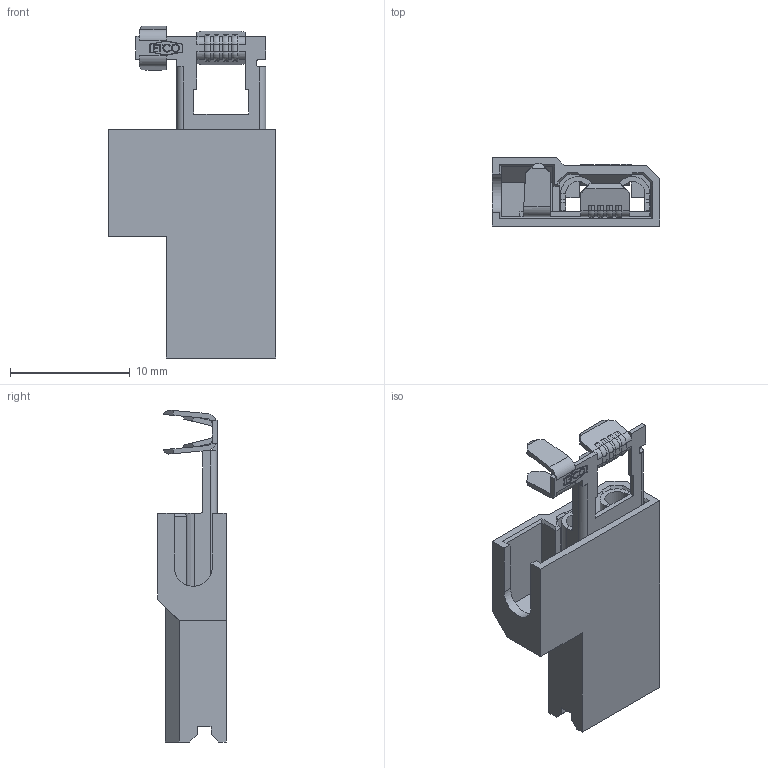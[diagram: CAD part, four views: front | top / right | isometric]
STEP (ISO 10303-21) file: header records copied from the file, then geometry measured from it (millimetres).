
FILE_DESCRIPTION (( 'STEP AP203' ), '1' );
FILE_NAME ('30154.STEP', '2015-01-30T19:38:31', ( '' ), ( '' ), 'SwSTEP 2.0', 'SolidWorks 2014', '' );
FILE_SCHEMA (( 'CONFIG_CONTROL_DESIGN' ));
Length unit declared in the file: inch
Products named in the file (3): F28_F28-FR-Black; df224_df225; 30154
Assembly tree (2 placements, depth 2):
  30154
    F28_F28-FR-Black
    df224_df225
Bounding box: 14.02 x 5.71 x 27.72 mm (x, y, z)
Volume: 541.8 mm3; surface area: 1744 mm2
Topology: 2 solids, 2 shells, 531 faces, 1347 edges, 819 vertices
Faces by surface type: plane 322, cylinder 116, bspline 49, cone 20, sphere 16, torus 8
Entity records: 18555 total; most frequent: CARTESIAN_POINT 5867, ORIENTED_EDGE 2670, DIRECTION 2420, EDGE_CURVE 1335, VECTOR 976, LINE 976, VERTEX_POINT 819, AXIS2_PLACEMENT_3D 722
